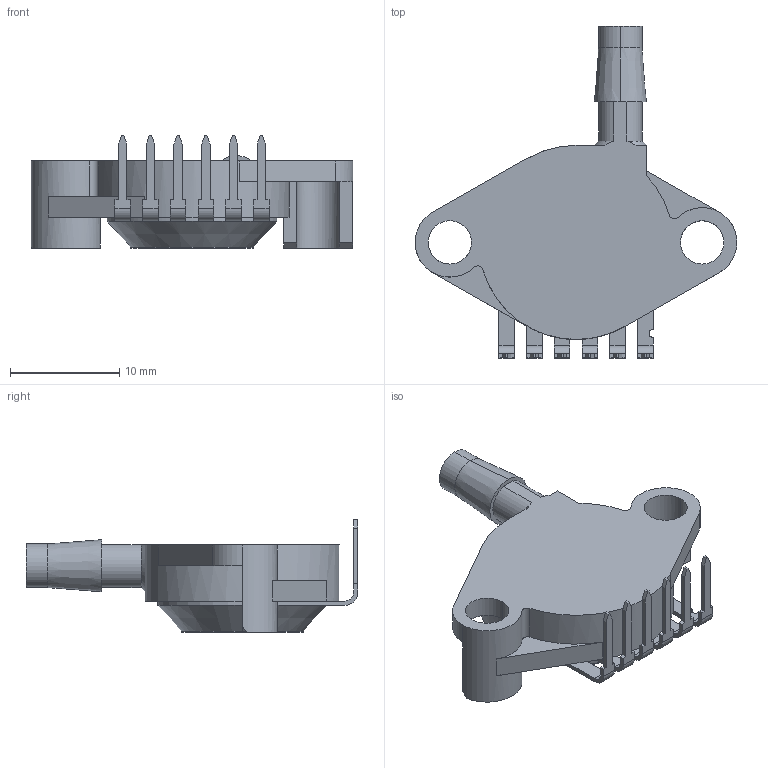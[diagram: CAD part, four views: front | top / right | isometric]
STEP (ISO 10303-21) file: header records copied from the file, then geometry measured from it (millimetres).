
FILE_DESCRIPTION(('FreeCAD Model'),'2;1');
FILE_NAME('User Library-MPX5100GP.step','2020-12-17T23:55:36',('kicad StepUp'),( 'ksu MCAD'),'Open CASCADE STEP processor 7.4','FreeCAD','Unknown');
FILE_SCHEMA(('AUTOMOTIVE_DESIGN { 1 0 10303 214 1 1 1 1 }'));
Length unit declared in the file: millimetre
Products named in the file (1): User_Library-MPX5100GP
Bounding box: 29.46 x 30.39 x 10.31 mm (x, y, z)
Volume: 2091.3 mm3; surface area: 1703.2 mm2
Topology: 1 solids, 1 shells, 166 faces, 449 edges, 287 vertices
Faces by surface type: plane 117, cylinder 43, cone 6
Entity records: 5847 total; most frequent: CARTESIAN_POINT 933, ORIENTED_EDGE 898, DIRECTION 887, EDGE_CURVE 449, LINE 325, VECTOR 325, VERTEX_POINT 287, AXIS2_PLACEMENT_3D 281
